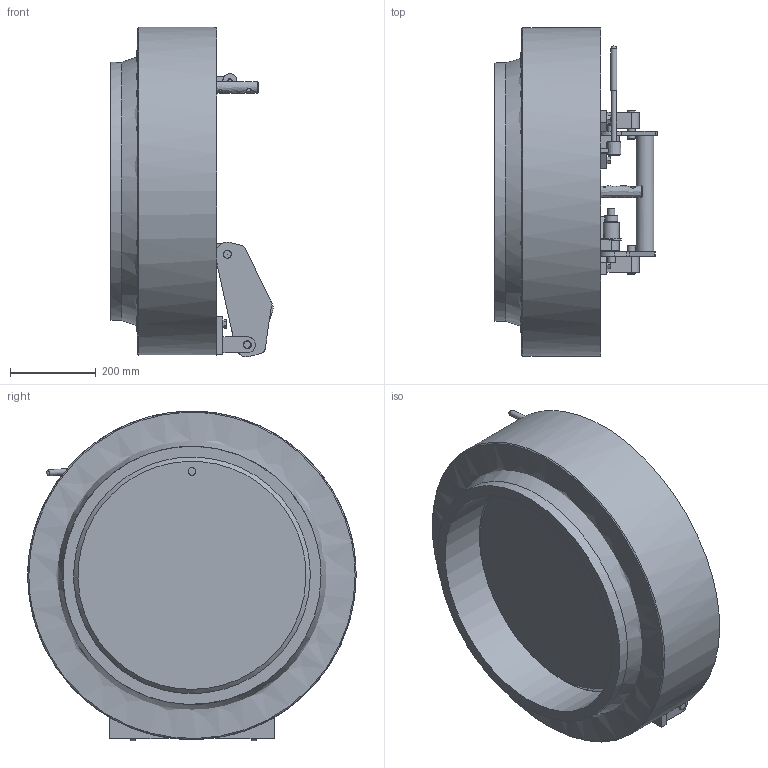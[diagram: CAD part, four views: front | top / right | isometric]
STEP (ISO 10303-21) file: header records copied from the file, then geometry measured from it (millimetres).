
FILE_DESCRIPTION(('FreeCAD Model'),'2;1');
FILE_NAME('Open CASCADE Shape Model','2025-04-30T11:20:21',('FreeCAD'),( 'FreeCAD'),'Open CASCADE STEP processor 7.6','FreeCAD','Unknown');
FILE_SCHEMA(('AUTOMOTIVE_DESIGN { 1 0 10303 214 1 1 1 1 }'));
Length unit declared in the file: millimetre
Products named in the file (1): Open CASCADE STEP translator 7.6 1
Bounding box: 377 x 763.69 x 766.81 mm (x, y, z)
Volume: 64098608.8 mm3; surface area: 2882604.4 mm2
Topology: 6 solids, 7 shells, 428 faces, 1066 edges, 677 vertices
Faces by surface type: bspline 428
Entity records: 15345 total; most frequent: CARTESIAN_POINT 9100, ORIENTED_EDGE 2112, EDGE_CURVE 1056, B_SPLINE_CURVE_WITH_KNOTS 721, VERTEX_POINT 677, FACE_BOUND 493, EDGE_LOOP 493, ADVANCED_FACE 428
